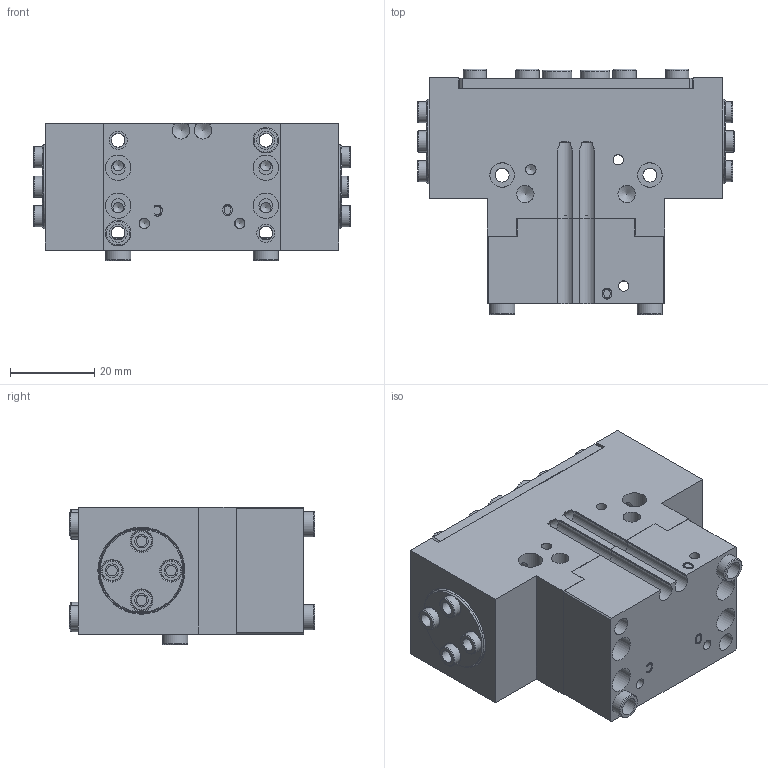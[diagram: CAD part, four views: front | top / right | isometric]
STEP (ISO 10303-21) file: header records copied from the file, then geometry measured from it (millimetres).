
FILE_DESCRIPTION(/* description */ (''),/* implementation_level */ '2;1');
FILE_NAME(/* name */ 'GSO-50 C1 MC.stp',/* time_stamp */ '2024-06-20T15:06:42+02:00',/* author */ ('Tecnico 2'),/* organization */ (''),/* preprocessor_version */ 'ST-DEVELOPER v19.2',/* originating_system */ 'Autodesk Inventor 2023',/* authorisation */ '');
FILE_SCHEMA (('AUTOMOTIVE_DESIGN { 1 0 10303 214 3 1 1 }'));
Length unit declared in the file: millimetre
Products named in the file (9): GSO-50 C1 MC; Griffa; Boccola 5; GSO-50 CORPO_50; GSO-50 COPERCHIO; ISO 4762 - M3 x 8; DIN 7984 - M4 x 8; PGP-50-FONDELLO-MC-MA cliente; Boccola 6
Assembly tree (29 placements, depth 2):
  GSO-50 C1 MC
    Boccola 6  x4
    Boccola 5  x8
    Griffa  x2
    GSO-50 CORPO_50
    GSO-50 COPERCHIO
    ISO 4762 - M3 x 8  x8
    DIN 7984 - M4 x 8  x4
    PGP-50-FONDELLO-MC-MA cliente
Bounding box: 75 x 58.1 x 32.5 mm (x, y, z)
Volume: 83768.6 mm3; surface area: 37032.2 mm2
Topology: 29 solids, 29 shells, 658 faces, 1621 edges, 1062 vertices
Faces by surface type: plane 261, cylinder 211, cone 80, bspline 58, torus 48
Full cylindrical faces by diameter (mm): 2.459 x32, 2.5 x8, 3 x9, 3.2 x8, 3.242 x12, 3.3 x14, 4 x4, 4.134 x4, 4.3 x8, 4.8 x4, 5 x16, 5.5 x8, 5.7 x8, 5.8 x10, 6 x16, 7 x4, 7.3 x4, 20 x2, 20.2 x2
Entity records: 14913 total; most frequent: CARTESIAN_POINT 4057, ORIENTED_EDGE 2136, DIRECTION 2068, EDGE_CURVE 1068, AXIS2_PLACEMENT_3D 785, VERTEX_POINT 718, EDGE_LOOP 580, LINE 498
